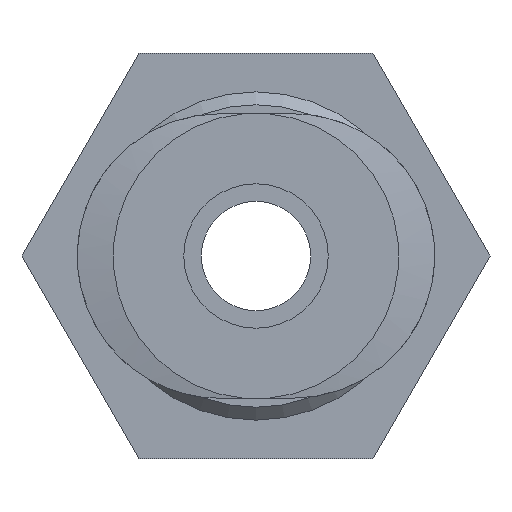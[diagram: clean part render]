
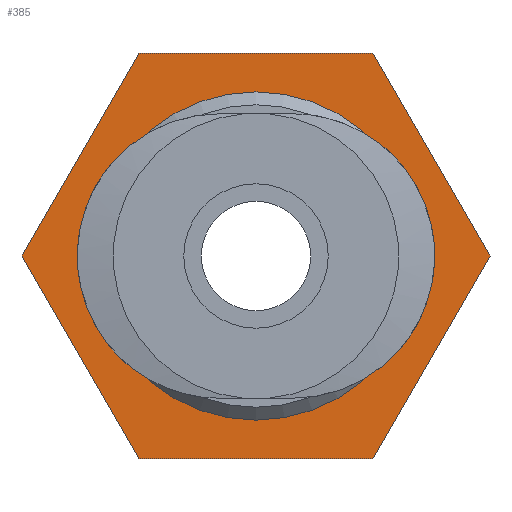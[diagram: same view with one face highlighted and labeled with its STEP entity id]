
A CAD part, left-side view. The second image highlights one B-rep face of the part: STEP entity #385.
In plain terms, the highlighted planar face has unit normal (-1, 0, 0).
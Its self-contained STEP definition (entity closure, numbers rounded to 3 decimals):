
#39=LINE('',#598,#65);
#40=LINE('',#601,#66);
#41=LINE('',#603,#67);
#42=LINE('',#605,#68);
#43=LINE('',#607,#69);
#44=LINE('',#609,#70);
#65=VECTOR('',#491,1000.);
#66=VECTOR('',#492,1000.);
#67=VECTOR('',#493,1000.);
#68=VECTOR('',#494,1000.);
#69=VECTOR('',#495,1000.);
#70=VECTOR('',#496,1000.);
#102=ORIENTED_EDGE('',*,*,#193,.T.);
#103=ORIENTED_EDGE('',*,*,#194,.F.);
#104=ORIENTED_EDGE('',*,*,#195,.F.);
#105=ORIENTED_EDGE('',*,*,#196,.F.);
#106=ORIENTED_EDGE('',*,*,#197,.F.);
#107=ORIENTED_EDGE('',*,*,#198,.F.);
#108=ORIENTED_EDGE('',*,*,#199,.F.);
#193=EDGE_CURVE('',#241,#241,#275,.T.);
#194=EDGE_CURVE('',#242,#243,#39,.T.);
#195=EDGE_CURVE('',#244,#242,#40,.T.);
#196=EDGE_CURVE('',#245,#244,#41,.T.);
#197=EDGE_CURVE('',#246,#245,#42,.T.);
#198=EDGE_CURVE('',#247,#246,#43,.T.);
#199=EDGE_CURVE('',#243,#247,#44,.T.);
#241=VERTEX_POINT('',#596);
#242=VERTEX_POINT('',#599);
#243=VERTEX_POINT('',#600);
#244=VERTEX_POINT('',#602);
#245=VERTEX_POINT('',#604);
#246=VERTEX_POINT('',#606);
#247=VERTEX_POINT('',#608);
#275=CIRCLE('',#430,4.5);
#295=EDGE_LOOP('',(#102));
#296=EDGE_LOOP('',(#103,#104,#105,#106,#107,#108));
#335=FACE_BOUND('',#295,.T.);
#336=FACE_BOUND('',#296,.T.);
#367=PLANE('',#431);
#385=ADVANCED_FACE('',(#335,#336),#367,.F.);
#430=AXIS2_PLACEMENT_3D('',#595,#487,#488);
#431=AXIS2_PLACEMENT_3D('',#597,#489,#490);
#487=DIRECTION('',(1.,0.,0.));
#488=DIRECTION('',(0.,0.,-1.));
#489=DIRECTION('',(1.,0.,0.));
#490=DIRECTION('',(0.,0.,-1.));
#491=DIRECTION('',(0.,-1.,0.));
#492=DIRECTION('',(0.,-0.5,0.866));
#493=DIRECTION('',(0.,0.5,0.866));
#494=DIRECTION('',(0.,1.,0.));
#495=DIRECTION('',(0.,0.5,-0.866));
#496=DIRECTION('',(0.,-0.5,-0.866));
#595=CARTESIAN_POINT('',(8.166,0.,0.));
#596=CARTESIAN_POINT('',(8.166,0.,-4.5));
#597=CARTESIAN_POINT('',(8.166,0.,0.));
#598=CARTESIAN_POINT('',(8.166,3.208,5.556));
#599=CARTESIAN_POINT('',(8.166,3.208,5.556));
#600=CARTESIAN_POINT('',(8.166,-3.208,5.556));
#601=CARTESIAN_POINT('',(8.166,6.416,0.));
#602=CARTESIAN_POINT('',(8.166,6.416,0.));
#603=CARTESIAN_POINT('',(8.166,3.208,-5.556));
#604=CARTESIAN_POINT('',(8.166,3.208,-5.556));
#605=CARTESIAN_POINT('',(8.166,-3.208,-5.556));
#606=CARTESIAN_POINT('',(8.166,-3.208,-5.556));
#607=CARTESIAN_POINT('',(8.166,-6.416,0.));
#608=CARTESIAN_POINT('',(8.166,-6.416,0.));
#609=CARTESIAN_POINT('',(8.166,-3.208,5.556));
